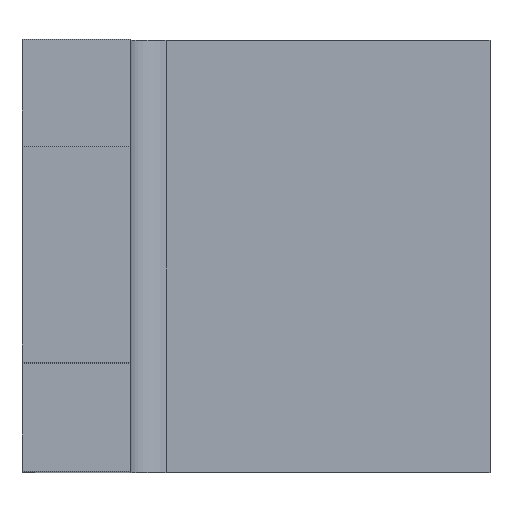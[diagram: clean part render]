
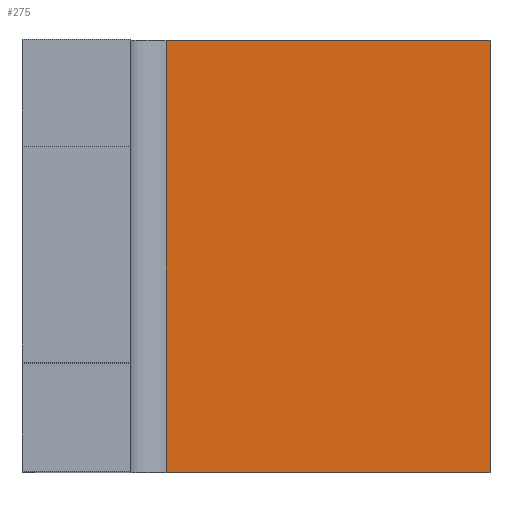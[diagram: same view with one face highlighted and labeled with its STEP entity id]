
A CAD part, top view. The second image highlights one B-rep face of the part: STEP entity #275.
In plain terms, the highlighted planar face has unit normal (0, 0, 1).
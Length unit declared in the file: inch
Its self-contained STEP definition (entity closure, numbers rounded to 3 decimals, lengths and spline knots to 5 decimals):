
#24=FACE_OUTER_BOUND($,#38,.T.);
#38=EDGE_LOOP($,(#194,#195,#196,#197));
#63=LINE($,#413,#95);
#66=LINE($,#419,#98);
#67=LINE($,#421,#99);
#68=LINE($,#422,#100);
#95=VECTOR($,#335,0.06);
#98=VECTOR($,#340,0.045);
#99=VECTOR($,#341,0.06);
#100=VECTOR($,#342,0.045);
#122=VERTEX_POINT($,#409);
#124=VERTEX_POINT($,#412);
#126=VERTEX_POINT($,#418);
#127=VERTEX_POINT($,#420);
#151=EDGE_CURVE($,#122,#124,#63,.T.);
#154=EDGE_CURVE($,#126,#122,#66,.T.);
#155=EDGE_CURVE($,#126,#127,#67,.T.);
#156=EDGE_CURVE($,#127,#124,#68,.T.);
#194=ORIENTED_EDGE($,*,*,#154,.F.);
#195=ORIENTED_EDGE($,*,*,#155,.T.);
#196=ORIENTED_EDGE($,*,*,#156,.T.);
#197=ORIENTED_EDGE($,*,*,#151,.F.);
#248=PLANE($,#292);
#275=ADVANCED_FACE($,(#24),#248,.F.);
#292=AXIS2_PLACEMENT_3D($,#417,#338,#339);
#335=DIRECTION($,(0.,-1.,0.));
#338=DIRECTION('center_axis',(0.,0.,-1.));
#339=DIRECTION('ref_axis',(1.,0.,0.));
#340=DIRECTION($,(1.,0.,0.));
#341=DIRECTION($,(0.,-1.,0.));
#342=DIRECTION($,(1.,0.,0.));
#409=CARTESIAN_POINT('',(-0.26992,-0.83183,-0.30094));
#412=CARTESIAN_POINT('',(-0.26992,-0.89183,-0.30094));
#413=CARTESIAN_POINT($,(-0.26992,-0.83183,-0.30094));
#417=CARTESIAN_POINT('Origin',(-0.31492,-0.83183,-0.30094));
#418=CARTESIAN_POINT('',(-0.31492,-0.83183,-0.30094));
#419=CARTESIAN_POINT($,(-0.31492,-0.83183,-0.30094));
#420=CARTESIAN_POINT('',(-0.31492,-0.89183,-0.30094));
#421=CARTESIAN_POINT($,(-0.31492,-0.83183,-0.30094));
#422=CARTESIAN_POINT($,(-0.31492,-0.89183,-0.30094));
